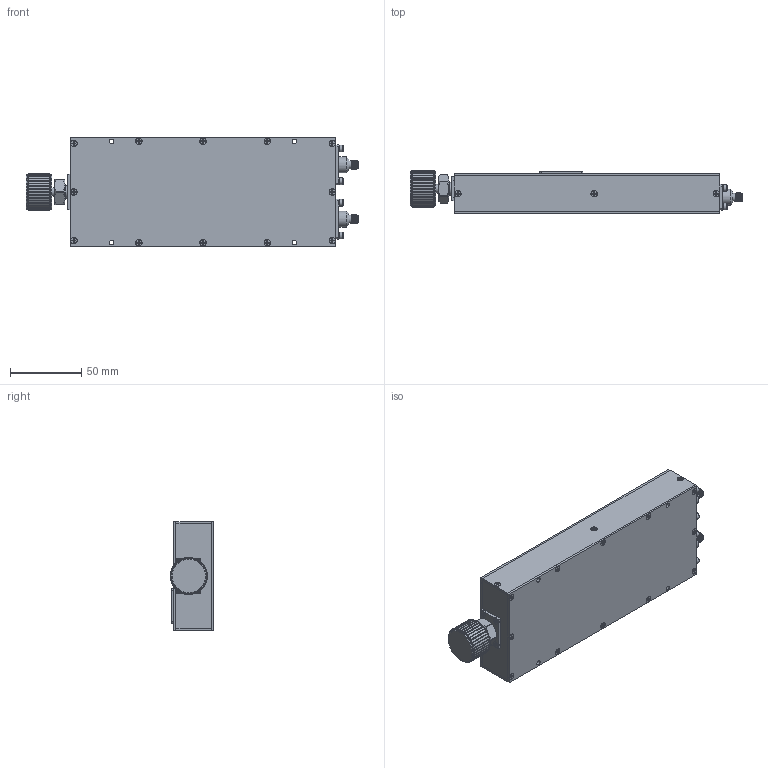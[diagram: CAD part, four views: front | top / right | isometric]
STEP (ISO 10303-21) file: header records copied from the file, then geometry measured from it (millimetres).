
FILE_DESCRIPTION (( 'STEP AP203' ), '1' );
FILE_NAME ('PE82P5009_3D.step', '2022-04-06T15:35:43', ( '' ), ( '' ), 'SwSTEP 2.0', 'SolidWorks 2021', '' );
FILE_SCHEMA (( 'CONFIG_CONTROL_DESIGN' ));
Products named in the file (1): PE82P5009_3D
Bounding box: 232.5 x 30.5 x 76 mm (x, y, z)
Volume: 411126 mm3; surface area: 51990.3 mm2
Topology: 1 solids, 9 shells, 1813 faces, 4516 edges, 2917 vertices
Faces by surface type: plane 1016, cone 402, cylinder 257, bspline 136, torus 2
Full cylindrical faces by diameter (mm): 0.94 x2, 1.194 x2, 3.2 x4, 4.521 x4, 4.572 x36, 4.648 x8, 4.75 x8, 5.582 x4, 6 x1, 8.8 x1, 10 x1, 11.2 x2, 24 x2
Entity records: 95772 total; most frequent: CARTESIAN_POINT 57071, ORIENTED_EDGE 8540, DIRECTION 6892, EDGE_CURVE 4270, VERTEX_POINT 2846, AXIS2_PLACEMENT_3D 2680, EDGE_LOOP 2192, FACE_OUTER_BOUND 1890
